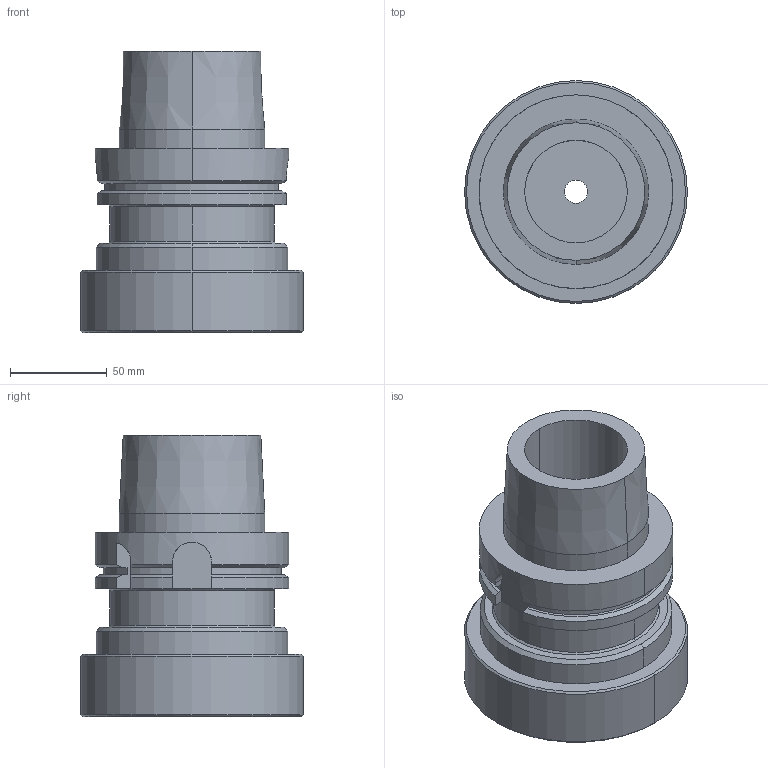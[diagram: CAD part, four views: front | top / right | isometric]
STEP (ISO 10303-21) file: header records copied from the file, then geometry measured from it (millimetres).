
FILE_DESCRIPTION((''),'2;1');
FILE_NAME('8432911555','2022-02-16T15:04:36',('thiemer'),(''),'CREO PARAMETRIC BY PTC INC, 2021164','CREO PARAMETRIC BY PTC INC, 2021164','');
FILE_SCHEMA(('AUTOMOTIVE_DESIGN { 1 0 10303 214 1 1 1 1 }'));
Length unit declared in the file: millimetre
Products named in the file (1): 8432911555
Bounding box: 115 x 115 x 145 mm (x, y, z)
Volume: 736474 mm3; surface area: 83432.4 mm2
Topology: 1 solids, 1 shells, 70 faces, 171 edges, 110 vertices
Faces by surface type: cylinder 28, plane 24, cone 18
Entity records: 2989 total; most frequent: CARTESIAN_POINT 488, DIRECTION 410, ORIENTED_EDGE 342, PRESENTATION_STYLE_ASSIGNMENT 183, STYLED_ITEM 183, CURVE_STYLE 182, EDGE_CURVE 171, AXIS2_PLACEMENT_3D 161
